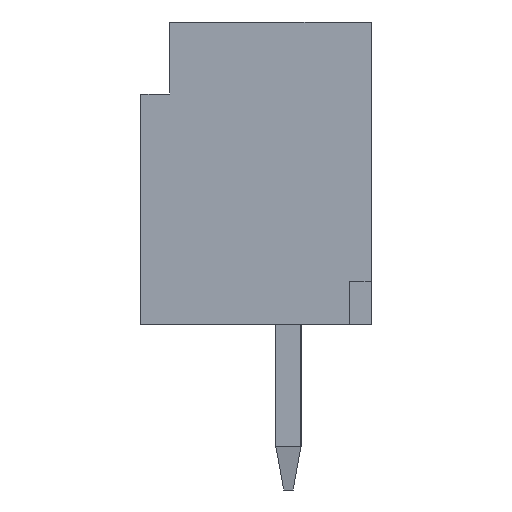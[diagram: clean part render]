
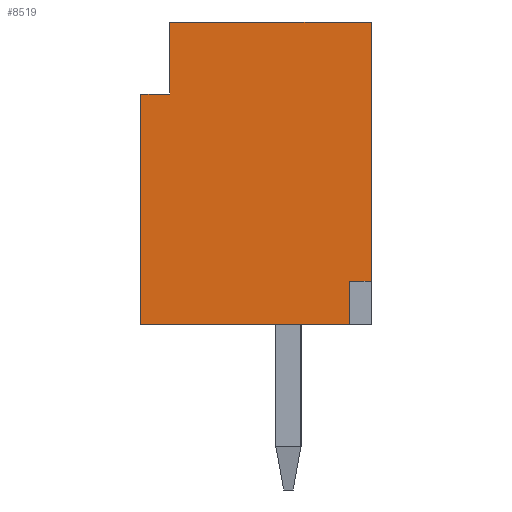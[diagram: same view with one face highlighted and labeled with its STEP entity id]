
A CAD part, left-side view. The second image highlights one B-rep face of the part: STEP entity #8519.
In plain terms, the highlighted planar face has unit normal (-1, 0, 0).
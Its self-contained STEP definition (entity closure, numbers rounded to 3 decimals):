
#111 = PLANE('',#112);
#112 = AXIS2_PLACEMENT_3D('',#113,#114,#115);
#113 = CARTESIAN_POINT('',(16.5,-1.15,0.));
#114 = DIRECTION('',(0.,-1.,0.));
#115 = DIRECTION('',(0.,0.,1.));
#139 = PLANE('',#140);
#140 = AXIS2_PLACEMENT_3D('',#141,#142,#143);
#141 = CARTESIAN_POINT('',(16.5,-1.15,4.2));
#142 = DIRECTION('',(0.,0.,1.));
#143 = DIRECTION('',(0.,1.,0.));
#223 = PLANE('',#224);
#224 = AXIS2_PLACEMENT_3D('',#225,#226,#227);
#225 = CARTESIAN_POINT('',(16.5,2.05,4.2));
#226 = DIRECTION('',(0.,1.,0.));
#227 = DIRECTION('',(0.,0.,-1.));
#1779 = PLANE('',#1780);
#1780 = AXIS2_PLACEMENT_3D('',#1781,#1782,#1783);
#1781 = CARTESIAN_POINT('',(16.5,2.05,0.));
#1782 = DIRECTION('',(0.,0.,-1.));
#1783 = DIRECTION('',(0.,-1.,0.));
#1820 = VERTEX_POINT('',#1821);
#1821 = CARTESIAN_POINT('',(-1.5,-1.15,0.6));
#1835 = PLANE('',#1836);
#1836 = AXIS2_PLACEMENT_3D('',#1837,#1838,#1839);
#1837 = CARTESIAN_POINT('',(-0.925,-1.15,0.6));
#1838 = DIRECTION('',(0.,0.,1.));
#1839 = DIRECTION('',(-1.,0.,0.));
#1847 = EDGE_CURVE('',#1820,#1848,#1850,.T.);
#1848 = VERTEX_POINT('',#1849);
#1849 = CARTESIAN_POINT('',(-1.5,-1.15,4.2));
#1850 = SURFACE_CURVE('',#1851,(#1855,#1862),.PCURVE_S1.);
#1851 = LINE('',#1852,#1853);
#1852 = CARTESIAN_POINT('',(-1.5,-1.15,0.6));
#1853 = VECTOR('',#1854,1.);
#1854 = DIRECTION('',(0.,0.,1.));
#1855 = PCURVE('',#111,#1856);
#1856 = DEFINITIONAL_REPRESENTATION('',(#1857),#1861);
#1857 = LINE('',#1858,#1859);
#1858 = CARTESIAN_POINT('',(0.6,18.));
#1859 = VECTOR('',#1860,1.);
#1860 = DIRECTION('',(1.,0.));
#1861 = ( GEOMETRIC_REPRESENTATION_CONTEXT(2) 
PARAMETRIC_REPRESENTATION_CONTEXT() REPRESENTATION_CONTEXT('2D SPACE',''
  ) );
#1862 = PCURVE('',#1863,#1868);
#1863 = PLANE('',#1864);
#1864 = AXIS2_PLACEMENT_3D('',#1865,#1866,#1867);
#1865 = CARTESIAN_POINT('',(-1.5,0.45,2.1));
#1866 = DIRECTION('',(-1.,0.,0.));
#1867 = DIRECTION('',(0.,0.,-1.));
#1868 = DEFINITIONAL_REPRESENTATION('',(#1869),#1873);
#1869 = LINE('',#1870,#1871);
#1870 = CARTESIAN_POINT('',(1.5,1.6));
#1871 = VECTOR('',#1872,1.);
#1872 = DIRECTION('',(-1.,0.));
#1873 = ( GEOMETRIC_REPRESENTATION_CONTEXT(2) 
PARAMETRIC_REPRESENTATION_CONTEXT() REPRESENTATION_CONTEXT('2D SPACE',''
  ) );
#2506 = EDGE_CURVE('',#1848,#2507,#2509,.T.);
#2507 = VERTEX_POINT('',#2508);
#2508 = CARTESIAN_POINT('',(-1.5,1.65,4.2));
#2509 = SURFACE_CURVE('',#2510,(#2514,#2521),.PCURVE_S1.);
#2510 = LINE('',#2511,#2512);
#2511 = CARTESIAN_POINT('',(-1.5,-1.15,4.2));
#2512 = VECTOR('',#2513,1.);
#2513 = DIRECTION('',(0.,1.,0.));
#2514 = PCURVE('',#139,#2515);
#2515 = DEFINITIONAL_REPRESENTATION('',(#2516),#2520);
#2516 = LINE('',#2517,#2518);
#2517 = CARTESIAN_POINT('',(0.,18.));
#2518 = VECTOR('',#2519,1.);
#2519 = DIRECTION('',(1.,0.));
#2520 = ( GEOMETRIC_REPRESENTATION_CONTEXT(2) 
PARAMETRIC_REPRESENTATION_CONTEXT() REPRESENTATION_CONTEXT('2D SPACE',''
  ) );
#2521 = PCURVE('',#1863,#2522);
#2522 = DEFINITIONAL_REPRESENTATION('',(#2523),#2527);
#2523 = LINE('',#2524,#2525);
#2524 = CARTESIAN_POINT('',(-2.1,1.6));
#2525 = VECTOR('',#2526,1.);
#2526 = DIRECTION('',(0.,-1.));
#2527 = ( GEOMETRIC_REPRESENTATION_CONTEXT(2) 
PARAMETRIC_REPRESENTATION_CONTEXT() REPRESENTATION_CONTEXT('2D SPACE',''
  ) );
#2545 = PLANE('',#2546);
#2546 = AXIS2_PLACEMENT_3D('',#2547,#2548,#2549);
#2547 = CARTESIAN_POINT('',(15.9,1.65,4.2));
#2548 = DIRECTION('',(0.,1.,0.));
#2549 = DIRECTION('',(-1.,0.,0.));
#2975 = VERTEX_POINT('',#2976);
#2976 = CARTESIAN_POINT('',(-1.5,2.05,3.2));
#2990 = PLANE('',#2991);
#2991 = AXIS2_PLACEMENT_3D('',#2992,#2993,#2994);
#2992 = CARTESIAN_POINT('',(-0.55,2.05,3.2));
#2993 = DIRECTION('',(0.,0.,-1.));
#2994 = DIRECTION('',(-1.,0.,0.));
#3002 = EDGE_CURVE('',#2975,#3003,#3005,.T.);
#3003 = VERTEX_POINT('',#3004);
#3004 = CARTESIAN_POINT('',(-1.5,2.05,0.));
#3005 = SURFACE_CURVE('',#3006,(#3010,#3017),.PCURVE_S1.);
#3006 = LINE('',#3007,#3008);
#3007 = CARTESIAN_POINT('',(-1.5,2.05,3.2));
#3008 = VECTOR('',#3009,1.);
#3009 = DIRECTION('',(0.,0.,-1.));
#3010 = PCURVE('',#223,#3011);
#3011 = DEFINITIONAL_REPRESENTATION('',(#3012),#3016);
#3012 = LINE('',#3013,#3014);
#3013 = CARTESIAN_POINT('',(1.,18.));
#3014 = VECTOR('',#3015,1.);
#3015 = DIRECTION('',(1.,0.));
#3016 = ( GEOMETRIC_REPRESENTATION_CONTEXT(2) 
PARAMETRIC_REPRESENTATION_CONTEXT() REPRESENTATION_CONTEXT('2D SPACE',''
  ) );
#3017 = PCURVE('',#1863,#3018);
#3018 = DEFINITIONAL_REPRESENTATION('',(#3019),#3023);
#3019 = LINE('',#3020,#3021);
#3020 = CARTESIAN_POINT('',(-1.1,-1.6));
#3021 = VECTOR('',#3022,1.);
#3022 = DIRECTION('',(1.,0.));
#3023 = ( GEOMETRIC_REPRESENTATION_CONTEXT(2) 
PARAMETRIC_REPRESENTATION_CONTEXT() REPRESENTATION_CONTEXT('2D SPACE',''
  ) );
#8349 = EDGE_CURVE('',#3003,#8350,#8352,.T.);
#8350 = VERTEX_POINT('',#8351);
#8351 = CARTESIAN_POINT('',(-1.5,-0.85,0.));
#8352 = SURFACE_CURVE('',#8353,(#8357,#8364),.PCURVE_S1.);
#8353 = LINE('',#8354,#8355);
#8354 = CARTESIAN_POINT('',(-1.5,2.05,0.));
#8355 = VECTOR('',#8356,1.);
#8356 = DIRECTION('',(0.,-1.,0.));
#8357 = PCURVE('',#1779,#8358);
#8358 = DEFINITIONAL_REPRESENTATION('',(#8359),#8363);
#8359 = LINE('',#8360,#8361);
#8360 = CARTESIAN_POINT('',(0.,18.));
#8361 = VECTOR('',#8362,1.);
#8362 = DIRECTION('',(1.,0.));
#8363 = ( GEOMETRIC_REPRESENTATION_CONTEXT(2) 
PARAMETRIC_REPRESENTATION_CONTEXT() REPRESENTATION_CONTEXT('2D SPACE',''
  ) );
#8364 = PCURVE('',#1863,#8365);
#8365 = DEFINITIONAL_REPRESENTATION('',(#8366),#8370);
#8366 = LINE('',#8367,#8368);
#8367 = CARTESIAN_POINT('',(2.1,-1.6));
#8368 = VECTOR('',#8369,1.);
#8369 = DIRECTION('',(0.,1.));
#8370 = ( GEOMETRIC_REPRESENTATION_CONTEXT(2) 
PARAMETRIC_REPRESENTATION_CONTEXT() REPRESENTATION_CONTEXT('2D SPACE',''
  ) );
#8388 = PLANE('',#8389);
#8389 = AXIS2_PLACEMENT_3D('',#8390,#8391,#8392);
#8390 = CARTESIAN_POINT('',(16.5,-0.85,0.));
#8391 = DIRECTION('',(0.,-1.,0.));
#8392 = DIRECTION('',(1.,0.,0.));
#8474 = EDGE_CURVE('',#1820,#8475,#8477,.T.);
#8475 = VERTEX_POINT('',#8476);
#8476 = CARTESIAN_POINT('',(-1.5,-0.85,0.6));
#8477 = SURFACE_CURVE('',#8478,(#8482,#8489),.PCURVE_S1.);
#8478 = LINE('',#8479,#8480);
#8479 = CARTESIAN_POINT('',(-1.5,-1.15,0.6));
#8480 = VECTOR('',#8481,1.);
#8481 = DIRECTION('',(0.,1.,0.));
#8482 = PCURVE('',#1835,#8483);
#8483 = DEFINITIONAL_REPRESENTATION('',(#8484),#8488);
#8484 = LINE('',#8485,#8486);
#8485 = CARTESIAN_POINT('',(0.575,0.));
#8486 = VECTOR('',#8487,1.);
#8487 = DIRECTION('',(0.,-1.));
#8488 = ( GEOMETRIC_REPRESENTATION_CONTEXT(2) 
PARAMETRIC_REPRESENTATION_CONTEXT() REPRESENTATION_CONTEXT('2D SPACE',''
  ) );
#8489 = PCURVE('',#1863,#8490);
#8490 = DEFINITIONAL_REPRESENTATION('',(#8491),#8495);
#8491 = LINE('',#8492,#8493);
#8492 = CARTESIAN_POINT('',(1.5,1.6));
#8493 = VECTOR('',#8494,1.);
#8494 = DIRECTION('',(0.,-1.));
#8495 = ( GEOMETRIC_REPRESENTATION_CONTEXT(2) 
PARAMETRIC_REPRESENTATION_CONTEXT() REPRESENTATION_CONTEXT('2D SPACE',''
  ) );
#8519 = ADVANCED_FACE('',(#8520),#1863,.T.);
#8520 = FACE_BOUND('',#8521,.F.);
#8521 = EDGE_LOOP('',(#8522,#8523,#8524,#8545,#8546,#8547,#8570,#8591));
#8522 = ORIENTED_EDGE('',*,*,#1847,.F.);
#8523 = ORIENTED_EDGE('',*,*,#8474,.T.);
#8524 = ORIENTED_EDGE('',*,*,#8525,.F.);
#8525 = EDGE_CURVE('',#8350,#8475,#8526,.T.);
#8526 = SURFACE_CURVE('',#8527,(#8531,#8538),.PCURVE_S1.);
#8527 = LINE('',#8528,#8529);
#8528 = CARTESIAN_POINT('',(-1.5,-0.85,0.));
#8529 = VECTOR('',#8530,1.);
#8530 = DIRECTION('',(0.,0.,1.));
#8531 = PCURVE('',#1863,#8532);
#8532 = DEFINITIONAL_REPRESENTATION('',(#8533),#8537);
#8533 = LINE('',#8534,#8535);
#8534 = CARTESIAN_POINT('',(2.1,1.3));
#8535 = VECTOR('',#8536,1.);
#8536 = DIRECTION('',(-1.,0.));
#8537 = ( GEOMETRIC_REPRESENTATION_CONTEXT(2) 
PARAMETRIC_REPRESENTATION_CONTEXT() REPRESENTATION_CONTEXT('2D SPACE',''
  ) );
#8538 = PCURVE('',#8388,#8539);
#8539 = DEFINITIONAL_REPRESENTATION('',(#8540),#8544);
#8540 = LINE('',#8541,#8542);
#8541 = CARTESIAN_POINT('',(-18.,0.));
#8542 = VECTOR('',#8543,1.);
#8543 = DIRECTION('',(0.,1.));
#8544 = ( GEOMETRIC_REPRESENTATION_CONTEXT(2) 
PARAMETRIC_REPRESENTATION_CONTEXT() REPRESENTATION_CONTEXT('2D SPACE',''
  ) );
#8545 = ORIENTED_EDGE('',*,*,#8349,.F.);
#8546 = ORIENTED_EDGE('',*,*,#3002,.F.);
#8547 = ORIENTED_EDGE('',*,*,#8548,.T.);
#8548 = EDGE_CURVE('',#2975,#8549,#8551,.T.);
#8549 = VERTEX_POINT('',#8550);
#8550 = CARTESIAN_POINT('',(-1.5,1.65,3.2));
#8551 = SURFACE_CURVE('',#8552,(#8556,#8563),.PCURVE_S1.);
#8552 = LINE('',#8553,#8554);
#8553 = CARTESIAN_POINT('',(-1.5,2.05,3.2));
#8554 = VECTOR('',#8555,1.);
#8555 = DIRECTION('',(0.,-1.,0.));
#8556 = PCURVE('',#1863,#8557);
#8557 = DEFINITIONAL_REPRESENTATION('',(#8558),#8562);
#8558 = LINE('',#8559,#8560);
#8559 = CARTESIAN_POINT('',(-1.1,-1.6));
#8560 = VECTOR('',#8561,1.);
#8561 = DIRECTION('',(0.,1.));
#8562 = ( GEOMETRIC_REPRESENTATION_CONTEXT(2) 
PARAMETRIC_REPRESENTATION_CONTEXT() REPRESENTATION_CONTEXT('2D SPACE',''
  ) );
#8563 = PCURVE('',#2990,#8564);
#8564 = DEFINITIONAL_REPRESENTATION('',(#8565),#8569);
#8565 = LINE('',#8566,#8567);
#8566 = CARTESIAN_POINT('',(0.95,0.));
#8567 = VECTOR('',#8568,1.);
#8568 = DIRECTION('',(0.,-1.));
#8569 = ( GEOMETRIC_REPRESENTATION_CONTEXT(2) 
PARAMETRIC_REPRESENTATION_CONTEXT() REPRESENTATION_CONTEXT('2D SPACE',''
  ) );
#8570 = ORIENTED_EDGE('',*,*,#8571,.F.);
#8571 = EDGE_CURVE('',#2507,#8549,#8572,.T.);
#8572 = SURFACE_CURVE('',#8573,(#8577,#8584),.PCURVE_S1.);
#8573 = LINE('',#8574,#8575);
#8574 = CARTESIAN_POINT('',(-1.5,1.65,4.2));
#8575 = VECTOR('',#8576,1.);
#8576 = DIRECTION('',(0.,0.,-1.));
#8577 = PCURVE('',#1863,#8578);
#8578 = DEFINITIONAL_REPRESENTATION('',(#8579),#8583);
#8579 = LINE('',#8580,#8581);
#8580 = CARTESIAN_POINT('',(-2.1,-1.2));
#8581 = VECTOR('',#8582,1.);
#8582 = DIRECTION('',(1.,0.));
#8583 = ( GEOMETRIC_REPRESENTATION_CONTEXT(2) 
PARAMETRIC_REPRESENTATION_CONTEXT() REPRESENTATION_CONTEXT('2D SPACE',''
  ) );
#8584 = PCURVE('',#2545,#8585);
#8585 = DEFINITIONAL_REPRESENTATION('',(#8586),#8590);
#8586 = LINE('',#8587,#8588);
#8587 = CARTESIAN_POINT('',(17.4,0.));
#8588 = VECTOR('',#8589,1.);
#8589 = DIRECTION('',(0.,-1.));
#8590 = ( GEOMETRIC_REPRESENTATION_CONTEXT(2) 
PARAMETRIC_REPRESENTATION_CONTEXT() REPRESENTATION_CONTEXT('2D SPACE',''
  ) );
#8591 = ORIENTED_EDGE('',*,*,#2506,.F.);
